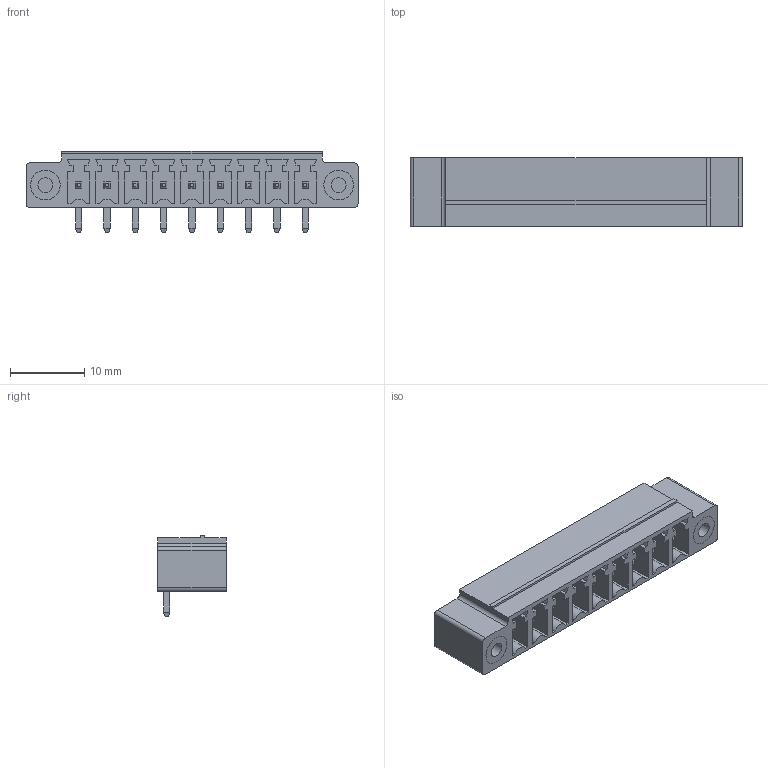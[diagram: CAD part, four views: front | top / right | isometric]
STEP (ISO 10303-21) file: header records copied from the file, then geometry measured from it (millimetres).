
FILE_DESCRIPTION(/* description */ ('model of PhoenixContact_MC-GF_09x3.81mm_Angled_ThreadedFlange.'),/* implementation_level */ FILE_NAME(/* name */ 'PhoenixContact_MC-GF_09x3.81mm_Angled_ThreadedFlange..stp',/* time_stamp */ '2017-02-23T23:07:37',/* author */ ('Rene Poeschl',''),/* organization */ (''),/* preprocessor_version */ '',/* originating_system */ '',/* authorisation */ '');
FILE_NAME(/* name */ 'PhoenixContact_MC-GF_09x3.81mm_Angled_ThreadedFlange..stp',/* time_stamp */ '2017-02-23T23:07:37',/* author */ ('Rene Poeschl',''),/* organization */ (''),/* preprocessor_version */ '',/* originating_system */ '',/* authorisation */ '');
FILE_SCHEMA(('AUTOMOTIVE_DESIGN_CC2 { 1 2 10303 214 -1 1 5 4 }'));
Length unit declared in the file: millimetre
Products named in the file (1): MC_01x09_GF_3_81mm
Bounding box: 44.68 x 9.2 x 10.95 mm (x, y, z)
Volume: 1970.1 mm3; surface area: 3147.2 mm2
Topology: 1 solids, 1 shells, 323 faces, 800 edges, 510 vertices
Faces by surface type: plane 306, cylinder 17
Full cylindrical faces by diameter (mm): 2 x2
Entity records: 21910 total; most frequent: CARTESIAN_POINT 3516, DIRECTION 2917, LINE 2182, VECTOR 2182, ORIENTED_EDGE 1600, PCURVE 1600, DEFINITIONAL_REPRESENTATION 1600, EDGE_CURVE 800
